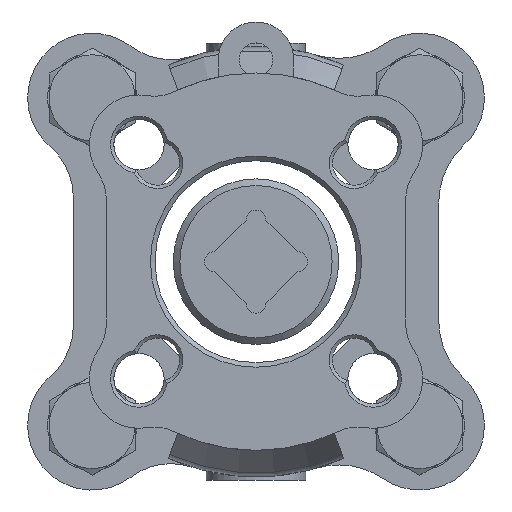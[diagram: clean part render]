
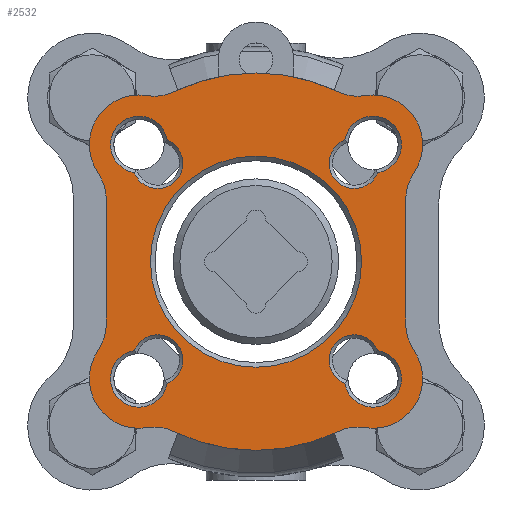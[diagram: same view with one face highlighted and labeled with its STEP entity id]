
A CAD part, front view. The second image highlights one B-rep face of the part: STEP entity #2532.
In plain terms, the highlighted planar face has unit normal (0, -1, 0).
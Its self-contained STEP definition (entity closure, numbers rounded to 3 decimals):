
#78=PLANE('',#2802);
#172=LINE('',#4112,#278);
#181=LINE('',#4144,#287);
#278=VECTOR('',#3199,1000.);
#287=VECTOR('',#3238,1000.);
#609=ORIENTED_EDGE('',*,*,#1297,.F.);
#610=ORIENTED_EDGE('',*,*,#1214,.F.);
#611=ORIENTED_EDGE('',*,*,#1298,.F.);
#612=ORIENTED_EDGE('',*,*,#1208,.F.);
#613=ORIENTED_EDGE('',*,*,#1299,.F.);
#614=ORIENTED_EDGE('',*,*,#1200,.F.);
#615=ORIENTED_EDGE('',*,*,#1300,.F.);
#616=ORIENTED_EDGE('',*,*,#1221,.F.);
#617=ORIENTED_EDGE('',*,*,#1301,.F.);
#618=ORIENTED_EDGE('',*,*,#1265,.T.);
#619=ORIENTED_EDGE('',*,*,#1268,.F.);
#620=ORIENTED_EDGE('',*,*,#1270,.T.);
#621=ORIENTED_EDGE('',*,*,#1272,.F.);
#622=ORIENTED_EDGE('',*,*,#1274,.T.);
#623=ORIENTED_EDGE('',*,*,#1276,.F.);
#624=ORIENTED_EDGE('',*,*,#1278,.T.);
#625=ORIENTED_EDGE('',*,*,#1280,.F.);
#626=ORIENTED_EDGE('',*,*,#1282,.T.);
#627=ORIENTED_EDGE('',*,*,#1284,.F.);
#628=ORIENTED_EDGE('',*,*,#1286,.T.);
#629=ORIENTED_EDGE('',*,*,#1288,.F.);
#630=ORIENTED_EDGE('',*,*,#1290,.T.);
#631=ORIENTED_EDGE('',*,*,#1292,.F.);
#632=ORIENTED_EDGE('',*,*,#1294,.T.);
#633=ORIENTED_EDGE('',*,*,#1296,.F.);
#1200=EDGE_CURVE('',#1564,#1565,#1804,.T.);
#1208=EDGE_CURVE('',#1570,#1571,#1807,.T.);
#1214=EDGE_CURVE('',#1576,#1577,#1810,.T.);
#1221=EDGE_CURVE('',#1582,#1583,#1813,.T.);
#1265=EDGE_CURVE('',#1621,#1622,#1843,.T.);
#1268=EDGE_CURVE('',#1623,#1622,#172,.T.);
#1270=EDGE_CURVE('',#1623,#1624,#1844,.T.);
#1272=EDGE_CURVE('',#1625,#1624,#1845,.T.);
#1274=EDGE_CURVE('',#1625,#1626,#1846,.T.);
#1276=EDGE_CURVE('',#1627,#1626,#1847,.T.);
#1278=EDGE_CURVE('',#1627,#1628,#1848,.T.);
#1280=EDGE_CURVE('',#1629,#1628,#1849,.T.);
#1282=EDGE_CURVE('',#1629,#1630,#1850,.T.);
#1284=EDGE_CURVE('',#1631,#1630,#181,.T.);
#1286=EDGE_CURVE('',#1631,#1632,#1851,.T.);
#1288=EDGE_CURVE('',#1633,#1632,#1852,.T.);
#1290=EDGE_CURVE('',#1633,#1634,#1853,.T.);
#1292=EDGE_CURVE('',#1635,#1634,#1854,.T.);
#1294=EDGE_CURVE('',#1635,#1636,#1855,.T.);
#1296=EDGE_CURVE('',#1621,#1636,#1856,.T.);
#1297=EDGE_CURVE('',#1577,#1576,#1857,.T.);
#1298=EDGE_CURVE('',#1571,#1570,#1858,.T.);
#1299=EDGE_CURVE('',#1565,#1564,#1859,.T.);
#1300=EDGE_CURVE('',#1583,#1582,#1860,.T.);
#1301=EDGE_CURVE('',#1637,#1637,#1861,.T.);
#1564=VERTEX_POINT('',#3925);
#1565=VERTEX_POINT('',#3926);
#1570=VERTEX_POINT('',#3949);
#1571=VERTEX_POINT('',#3951);
#1576=VERTEX_POINT('',#3967);
#1577=VERTEX_POINT('',#3968);
#1582=VERTEX_POINT('',#3988);
#1583=VERTEX_POINT('',#3989);
#1621=VERTEX_POINT('',#4107);
#1622=VERTEX_POINT('',#4108);
#1623=VERTEX_POINT('',#4113);
#1624=VERTEX_POINT('',#4117);
#1625=VERTEX_POINT('',#4121);
#1626=VERTEX_POINT('',#4125);
#1627=VERTEX_POINT('',#4129);
#1628=VERTEX_POINT('',#4133);
#1629=VERTEX_POINT('',#4137);
#1630=VERTEX_POINT('',#4141);
#1631=VERTEX_POINT('',#4145);
#1632=VERTEX_POINT('',#4149);
#1633=VERTEX_POINT('',#4153);
#1634=VERTEX_POINT('',#4157);
#1635=VERTEX_POINT('',#4161);
#1636=VERTEX_POINT('',#4165);
#1637=VERTEX_POINT('',#4175);
#1804=CIRCLE('',#2722,4.3);
#1807=CIRCLE('',#2727,4.3);
#1810=CIRCLE('',#2732,4.3);
#1813=CIRCLE('',#2737,4.3);
#1843=CIRCLE('',#2773,7.5);
#1844=CIRCLE('',#2776,7.5);
#1845=CIRCLE('',#2778,7.5);
#1846=CIRCLE('',#2780,6.7);
#1847=CIRCLE('',#2782,28.5);
#1848=CIRCLE('',#2784,6.7);
#1849=CIRCLE('',#2786,7.5);
#1850=CIRCLE('',#2788,7.5);
#1851=CIRCLE('',#2791,7.5);
#1852=CIRCLE('',#2793,7.5);
#1853=CIRCLE('',#2795,6.7);
#1854=CIRCLE('',#2797,28.5);
#1855=CIRCLE('',#2799,6.7);
#1856=CIRCLE('',#2801,7.5);
#1857=CIRCLE('',#2803,3.8);
#1858=CIRCLE('',#2804,3.8);
#1859=CIRCLE('',#2805,3.8);
#1860=CIRCLE('',#2806,3.8);
#1861=CIRCLE('',#2807,15.95);
#2012=EDGE_LOOP('',(#609,#610));
#2013=EDGE_LOOP('',(#611,#612));
#2014=EDGE_LOOP('',(#613,#614));
#2015=EDGE_LOOP('',(#615,#616));
#2016=EDGE_LOOP('',(#617));
#2017=EDGE_LOOP('',(#618,#619,#620,#621,#622,#623,#624,#625,#626,#627,#628,
#629,#630,#631,#632,#633));
#2244=FACE_BOUND('',#2012,.T.);
#2245=FACE_BOUND('',#2013,.T.);
#2246=FACE_BOUND('',#2014,.T.);
#2247=FACE_BOUND('',#2015,.T.);
#2248=FACE_BOUND('',#2016,.T.);
#2249=FACE_BOUND('',#2017,.T.);
#2532=ADVANCED_FACE('',(#2244,#2245,#2246,#2247,#2248,#2249),#78,.F.);
#2722=AXIS2_PLACEMENT_3D('',#3924,#3081,#3082);
#2727=AXIS2_PLACEMENT_3D('',#3950,#3093,#3094);
#2732=AXIS2_PLACEMENT_3D('',#3966,#3105,#3106);
#2737=AXIS2_PLACEMENT_3D('',#3987,#3117,#3118);
#2773=AXIS2_PLACEMENT_3D('',#4106,#3193,#3194);
#2776=AXIS2_PLACEMENT_3D('',#4116,#3203,#3204);
#2778=AXIS2_PLACEMENT_3D('',#4120,#3208,#3209);
#2780=AXIS2_PLACEMENT_3D('',#4124,#3213,#3214);
#2782=AXIS2_PLACEMENT_3D('',#4128,#3218,#3219);
#2784=AXIS2_PLACEMENT_3D('',#4132,#3223,#3224);
#2786=AXIS2_PLACEMENT_3D('',#4136,#3228,#3229);
#2788=AXIS2_PLACEMENT_3D('',#4140,#3233,#3234);
#2791=AXIS2_PLACEMENT_3D('',#4148,#3242,#3243);
#2793=AXIS2_PLACEMENT_3D('',#4152,#3247,#3248);
#2795=AXIS2_PLACEMENT_3D('',#4156,#3252,#3253);
#2797=AXIS2_PLACEMENT_3D('',#4160,#3257,#3258);
#2799=AXIS2_PLACEMENT_3D('',#4164,#3262,#3263);
#2801=AXIS2_PLACEMENT_3D('',#4168,#3267,#3268);
#2802=AXIS2_PLACEMENT_3D('',#4169,#3269,#3270);
#2803=AXIS2_PLACEMENT_3D('',#4170,#3271,#3272);
#2804=AXIS2_PLACEMENT_3D('',#4171,#3273,#3274);
#2805=AXIS2_PLACEMENT_3D('',#4172,#3275,#3276);
#2806=AXIS2_PLACEMENT_3D('',#4173,#3277,#3278);
#2807=AXIS2_PLACEMENT_3D('',#4174,#3279,#3280);
#3081=DIRECTION('',(0.,-1.,0.));
#3082=DIRECTION('',(0.,0.,-1.));
#3093=DIRECTION('',(0.,-1.,0.));
#3094=DIRECTION('',(0.,0.,-1.));
#3105=DIRECTION('',(0.,-1.,0.));
#3106=DIRECTION('',(0.,0.,-1.));
#3117=DIRECTION('',(0.,-1.,0.));
#3118=DIRECTION('',(0.,0.,-1.));
#3193=DIRECTION('',(0.,1.,0.));
#3194=DIRECTION('',(1.,0.,0.));
#3199=DIRECTION('',(0.,0.,1.));
#3203=DIRECTION('',(0.,1.,0.));
#3204=DIRECTION('',(1.,0.,0.));
#3208=DIRECTION('',(0.,1.,0.));
#3209=DIRECTION('',(1.,0.,0.));
#3213=DIRECTION('',(0.,1.,0.));
#3214=DIRECTION('',(1.,0.,0.));
#3218=DIRECTION('',(0.,1.,0.));
#3219=DIRECTION('',(1.,0.,0.));
#3223=DIRECTION('',(0.,1.,0.));
#3224=DIRECTION('',(1.,0.,0.));
#3228=DIRECTION('',(0.,1.,0.));
#3229=DIRECTION('',(1.,0.,0.));
#3233=DIRECTION('',(0.,1.,0.));
#3234=DIRECTION('',(1.,0.,0.));
#3238=DIRECTION('',(0.,0.,-1.));
#3242=DIRECTION('',(0.,1.,0.));
#3243=DIRECTION('',(1.,0.,0.));
#3247=DIRECTION('',(0.,1.,0.));
#3248=DIRECTION('',(1.,0.,0.));
#3252=DIRECTION('',(0.,1.,0.));
#3253=DIRECTION('',(1.,0.,0.));
#3257=DIRECTION('',(0.,1.,0.));
#3258=DIRECTION('',(1.,0.,0.));
#3262=DIRECTION('',(0.,1.,0.));
#3263=DIRECTION('',(1.,0.,0.));
#3267=DIRECTION('',(0.,1.,0.));
#3268=DIRECTION('',(1.,0.,0.));
#3269=DIRECTION('',(0.,1.,0.));
#3270=DIRECTION('',(0.,0.,1.));
#3271=DIRECTION('',(0.,-1.,0.));
#3272=DIRECTION('',(0.,0.,-1.));
#3273=DIRECTION('',(0.,-1.,0.));
#3274=DIRECTION('',(0.,0.,-1.));
#3275=DIRECTION('',(0.,-1.,0.));
#3276=DIRECTION('',(0.,0.,-1.));
#3277=DIRECTION('',(0.,-1.,0.));
#3278=DIRECTION('',(0.,0.,-1.));
#3279=DIRECTION('',(0.,-1.,0.));
#3280=DIRECTION('',(0.,0.,-1.));
#3924=CARTESIAN_POINT('',(17.678,0.,-17.678));
#3925=CARTESIAN_POINT('',(13.435,0.,-18.376));
#3926=CARTESIAN_POINT('',(18.376,0.,-13.435));
#3949=CARTESIAN_POINT('',(18.376,0.,13.435));
#3950=CARTESIAN_POINT('',(17.678,0.,17.678));
#3951=CARTESIAN_POINT('',(13.435,0.,18.376));
#3966=CARTESIAN_POINT('',(-17.678,0.,17.678));
#3967=CARTESIAN_POINT('',(-13.435,0.,18.376));
#3968=CARTESIAN_POINT('',(-18.376,0.,13.435));
#3987=CARTESIAN_POINT('',(-17.678,0.,-17.678));
#3988=CARTESIAN_POINT('',(-18.376,0.,-13.435));
#3989=CARTESIAN_POINT('',(-13.435,0.,-18.376));
#4106=CARTESIAN_POINT('',(-30.1,0.,9.27));
#4107=CARTESIAN_POINT('',(-23.889,0.,13.474));
#4108=CARTESIAN_POINT('',(-22.6,0.,9.27));
#4112=CARTESIAN_POINT('',(-22.6,0.,-9.27));
#4113=CARTESIAN_POINT('',(-22.6,0.,-9.27));
#4116=CARTESIAN_POINT('',(-30.1,0.,-9.27));
#4117=CARTESIAN_POINT('',(-23.889,0.,-13.474));
#4120=CARTESIAN_POINT('',(-17.678,0.,-17.678));
#4121=CARTESIAN_POINT('',(-16.441,0.,-25.075));
#4124=CARTESIAN_POINT('',(-15.336,0.,-31.683));
#4125=CARTESIAN_POINT('',(-12.417,0.,-25.653));
#4128=CARTESIAN_POINT('',(0.,0.,0.));
#4129=CARTESIAN_POINT('',(12.417,0.,-25.653));
#4132=CARTESIAN_POINT('',(15.336,0.,-31.683));
#4133=CARTESIAN_POINT('',(16.441,0.,-25.075));
#4136=CARTESIAN_POINT('',(17.678,0.,-17.678));
#4137=CARTESIAN_POINT('',(23.889,0.,-13.474));
#4140=CARTESIAN_POINT('',(30.1,0.,-9.27));
#4141=CARTESIAN_POINT('',(22.6,0.,-9.27));
#4144=CARTESIAN_POINT('',(22.6,0.,9.27));
#4145=CARTESIAN_POINT('',(22.6,0.,9.27));
#4148=CARTESIAN_POINT('',(30.1,0.,9.27));
#4149=CARTESIAN_POINT('',(23.889,0.,13.474));
#4152=CARTESIAN_POINT('',(17.678,0.,17.678));
#4153=CARTESIAN_POINT('',(16.441,0.,25.075));
#4156=CARTESIAN_POINT('',(15.336,0.,31.683));
#4157=CARTESIAN_POINT('',(12.417,0.,25.653));
#4160=CARTESIAN_POINT('',(0.,0.,0.));
#4161=CARTESIAN_POINT('',(-12.417,0.,25.653));
#4164=CARTESIAN_POINT('',(-15.336,0.,31.683));
#4165=CARTESIAN_POINT('',(-16.441,0.,25.075));
#4168=CARTESIAN_POINT('',(-17.678,0.,17.678));
#4169=CARTESIAN_POINT('',(-30.1,0.,9.27));
#4170=CARTESIAN_POINT('',(-14.849,0.,14.849));
#4171=CARTESIAN_POINT('',(14.849,0.,14.849));
#4172=CARTESIAN_POINT('',(14.849,0.,-14.849));
#4173=CARTESIAN_POINT('',(-14.849,0.,-14.849));
#4174=CARTESIAN_POINT('',(0.,0.,0.));
#4175=CARTESIAN_POINT('',(0.,0.,-15.95));
